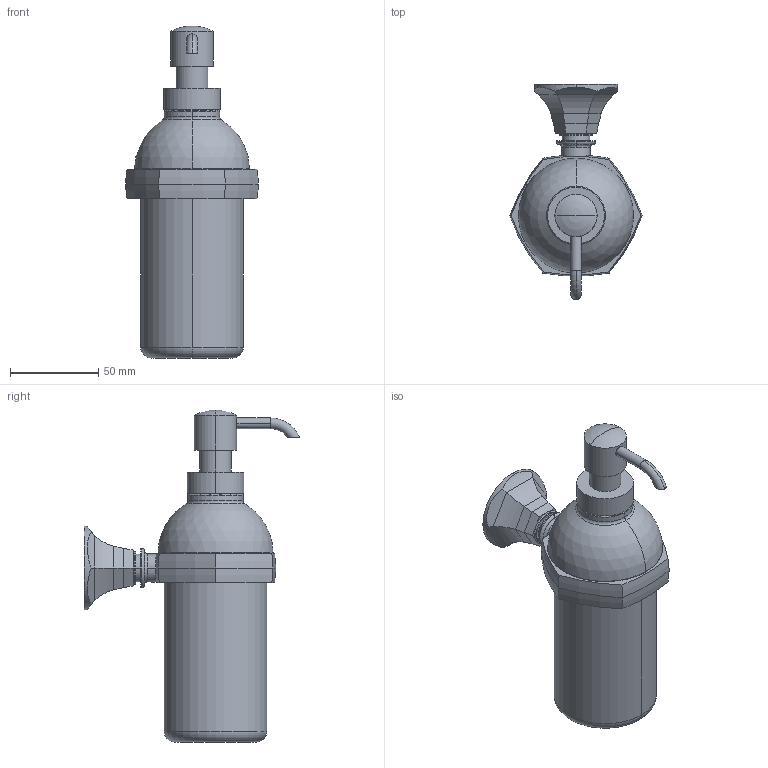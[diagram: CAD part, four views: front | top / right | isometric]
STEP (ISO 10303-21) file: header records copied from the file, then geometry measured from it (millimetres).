
FILE_DESCRIPTION((''),'2;1');
FILE_NAME('614_WEB','2010-10-04T',('project'),(''),'PRO/ENGINEER BY PARAMETRIC TECHNOLOGY CORPORATION, 2009300','PRO/ENGINEER BY PARAMETRIC TECHNOLOGY CORPORATION, 2009300','');
FILE_SCHEMA(('CONFIG_CONTROL_DESIGN'));
Length unit declared in the file: inch
Products named in the file (1): 614_WEB
Bounding box: 74.88 x 121.85 x 187.64 mm (x, y, z)
Volume: 398783.9 mm3; surface area: 54935.8 mm2
Topology: 2 solids, 4 shells, 154 faces, 361 edges, 227 vertices
Faces by surface type: cylinder 94, torus 32, plane 23, sphere 4, bspline 1
Entity records: 5043 total; most frequent: CARTESIAN_POINT 1534, DIRECTION 725, ORIENTED_EDGE 714, EDGE_CURVE 359, AXIS2_PLACEMENT_3D 312, VERTEX_POINT 227, EDGE_LOOP 173, CIRCLE 158
